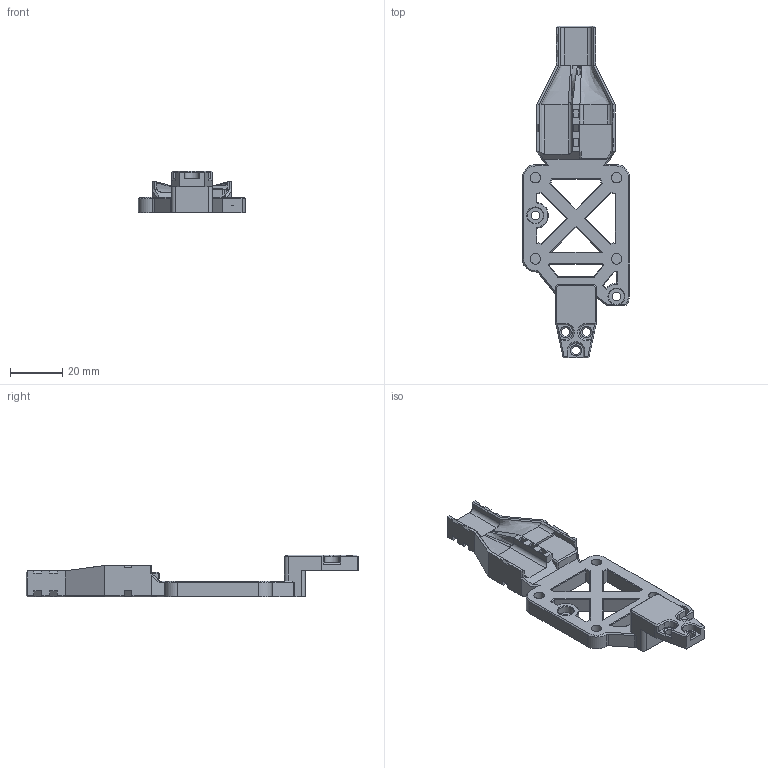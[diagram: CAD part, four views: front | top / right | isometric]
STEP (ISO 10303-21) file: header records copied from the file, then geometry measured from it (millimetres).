
FILE_DESCRIPTION(/* description */ (''),/* implementation_level */ '2;1');
FILE_NAME(/* name */ 'EBB42 Mount - Eva 3.x - LGX Lite - PW Inside - Heat Insert - v5.step',/* time_stamp */ '2023-05-19T08:03:49+02:00',/* author */ (''),/* organization */ (''),/* preprocessor_version */ 'ST-DEVELOPER v19.2',/* originating_system */ 'Autodesk Translation Framework v12.4.0.73',/* authorisation */ '');
FILE_SCHEMA (('AUTOMOTIVE_DESIGN { 1 0 10303 214 3 1 1 }'));
Length unit declared in the file: millimetre
Products named in the file (1): EBB42 Mount - Eva 3.x - LGX Lite - PW Inside -  -
Bounding box: 41 x 126.9 x 16 mm (x, y, z)
Volume: 21365 mm3; surface area: 11760.6 mm2
Topology: 1 solids, 1 shells, 348 faces, 890 edges, 549 vertices
Faces by surface type: plane 260, cylinder 46, cone 33, bspline 9
Full cylindrical faces by diameter (mm): 2.5 x1, 3.3 x5, 4 x4, 6 x2
Entity records: 10751 total; most frequent: CARTESIAN_POINT 2296, ORIENTED_EDGE 1780, DIRECTION 1658, EDGE_CURVE 890, LINE 712, VECTOR 712, VERTEX_POINT 549, AXIS2_PLACEMENT_3D 473
